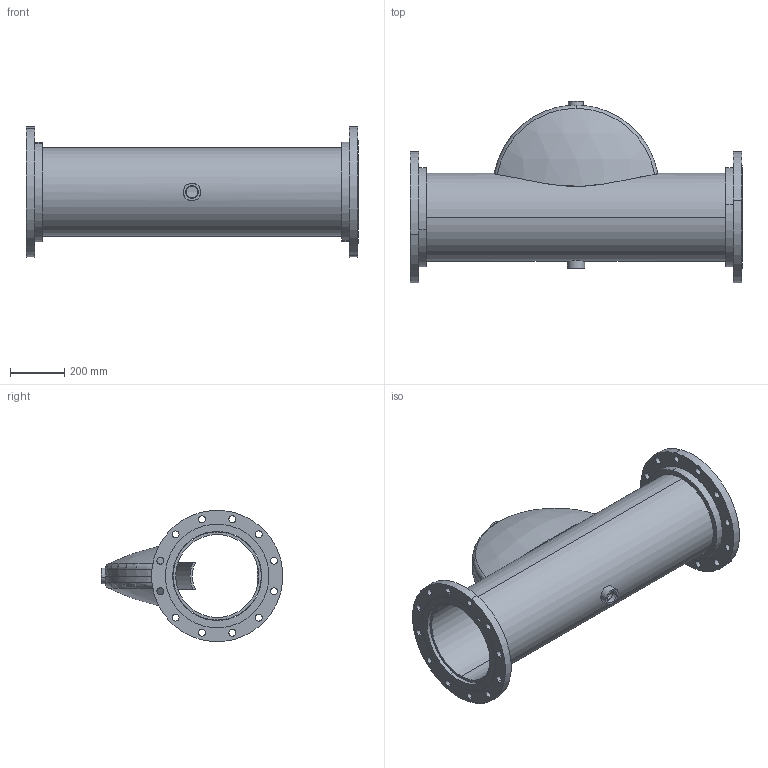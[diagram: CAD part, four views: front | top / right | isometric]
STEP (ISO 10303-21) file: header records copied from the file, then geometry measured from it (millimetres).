
FILE_DESCRIPTION (( 'STEP AP203' ), '1' );
FILE_NAME ('SS-AP-112.STEP', '2021-03-18T13:32:07', ( '' ), ( '' ), 'SwSTEP 2.0', 'SolidWorks 2021', '' );
FILE_SCHEMA (( 'CONFIG_CONTROL_DESIGN' ));
Length unit declared in the file: inch
Products named in the file (7): 99P0763; Couplings_9506046; Couplings_9503041; 9463116; 99P0762; SS-AP-112; 99D0198
Assembly tree (8 placements, depth 2):
  SS-AP-112
    99P0762
    9463116  x2
    99D0198  x2
    Couplings_9503041
    Couplings_9506046
    99P0763
Bounding box: 1219.2 x 665.83 x 480.76 mm (x, y, z)
Volume: 19264851.8 mm3; surface area: 3804881.7 mm2
Topology: 8 solids, 8 shells, 148 faces, 370 edges, 244 vertices
Faces by surface type: cylinder 94, plane 32, torus 8, bspline 6, sphere 4, cone 4
Entity records: 4514 total; most frequent: CARTESIAN_POINT 1393, DIRECTION 524, ORIENTED_EDGE 448, EDGE_CURVE 224, AXIS2_PLACEMENT_3D 222, VERTEX_POINT 148, EDGE_LOOP 132, CIRCLE 122
